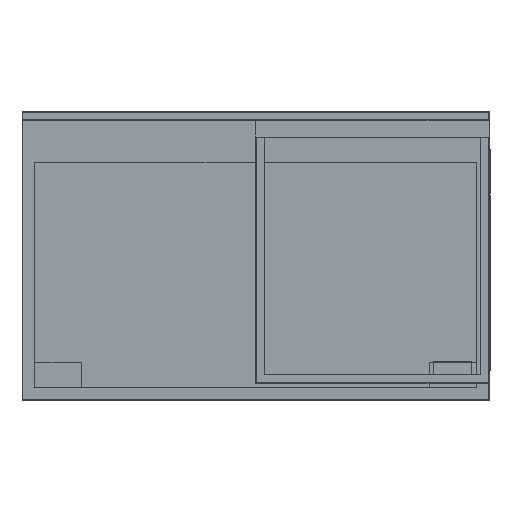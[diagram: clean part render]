
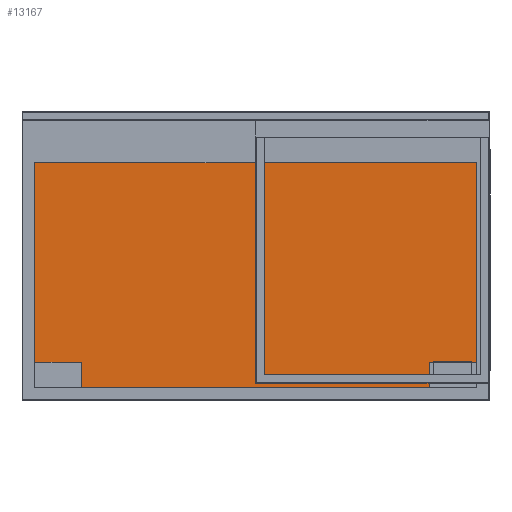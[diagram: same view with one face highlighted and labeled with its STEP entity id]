
A CAD part, front view. The second image highlights one B-rep face of the part: STEP entity #13167.
In plain terms, the highlighted planar face has unit normal (0, -1, 0).
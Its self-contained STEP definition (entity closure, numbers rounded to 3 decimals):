
#69 = VECTOR ( 'NONE', #127, 1000. ) ;
#127 = DIRECTION ( 'NONE',  ( 0., 0., 1. ) ) ;
#165 = CARTESIAN_POINT ( 'NONE',  ( 520., 0.8, -101. ) ) ;
#256 = LINE ( 'NONE', #9279, #69 ) ;
#539 = EDGE_CURVE ( 'NONE', #1070, #11817, #1059, .T. ) ;
#616 = ORIENTED_EDGE ( 'NONE', *, *, #9490, .T. ) ;
#803 = DIRECTION ( 'NONE',  ( -1., 0., 0. ) ) ;
#976 = PLANE ( 'NONE',  #5234 ) ;
#978 = DIRECTION ( 'NONE',  ( -1., 0., 0. ) ) ;
#1059 = LINE ( 'NONE', #8202, #6047 ) ;
#1070 = VERTEX_POINT ( 'NONE', #7212 ) ;
#1090 = DIRECTION ( 'NONE',  ( 1., 0., 0. ) ) ;
#1445 = DIRECTION ( 'NONE',  ( 0., 0., -1. ) ) ;
#1727 = EDGE_CURVE ( 'NONE', #2577, #12205, #256, .T. ) ;
#1846 = VECTOR ( 'NONE', #803, 1000. ) ;
#2084 = CARTESIAN_POINT ( 'NONE',  ( 520., 0.8, -570. ) ) ;
#2300 = VECTOR ( 'NONE', #11131, 1000. ) ;
#2347 = CARTESIAN_POINT ( 'NONE',  ( 410., 0.8, -570. ) ) ;
#2577 = VERTEX_POINT ( 'NONE', #2084 ) ;
#2608 = CARTESIAN_POINT ( 'NONE',  ( 410., 0.8, -630. ) ) ;
#2622 = ORIENTED_EDGE ( 'NONE', *, *, #6809, .F. ) ;
#2785 = LINE ( 'NONE', #6868, #1846 ) ;
#2875 = CARTESIAN_POINT ( 'NONE',  ( -410., 0.8, -630. ) ) ;
#3237 = DIRECTION ( 'NONE',  ( -1., 0., 0. ) ) ;
#3336 = VERTEX_POINT ( 'NONE', #2347 ) ;
#3932 = VECTOR ( 'NONE', #10910, 1000. ) ;
#3976 = LINE ( 'NONE', #10130, #13027 ) ;
#4018 = ORIENTED_EDGE ( 'NONE', *, *, #8619, .T. ) ;
#4020 = VECTOR ( 'NONE', #1445, 1000. ) ;
#4051 = CARTESIAN_POINT ( 'NONE',  ( -520., 0.8, -570. ) ) ;
#4542 = ORIENTED_EDGE ( 'NONE', *, *, #10210, .T. ) ;
#5105 = DIRECTION ( 'NONE',  ( 0., 1., 0. ) ) ;
#5109 = LINE ( 'NONE', #11383, #2300 ) ;
#5234 = AXIS2_PLACEMENT_3D ( 'NONE', #10260, #5105, #7107 ) ;
#5381 = ORIENTED_EDGE ( 'NONE', *, *, #12390, .F. ) ;
#6047 = VECTOR ( 'NONE', #3237, 1000. ) ;
#6167 = LINE ( 'NONE', #13207, #7439 ) ;
#6177 = CARTESIAN_POINT ( 'NONE',  ( -520., 0.8, -101. ) ) ;
#6240 = FACE_OUTER_BOUND ( 'NONE', #10204, .T. ) ;
#6653 = CARTESIAN_POINT ( 'NONE',  ( -520., 0.8, -630. ) ) ;
#6809 = EDGE_CURVE ( 'NONE', #2577, #3336, #2785, .T. ) ;
#6830 = LINE ( 'NONE', #2875, #3932 ) ;
#6868 = CARTESIAN_POINT ( 'NONE',  ( 520., 0.8, -570. ) ) ;
#7107 = DIRECTION ( 'NONE',  ( 0., 0., 1. ) ) ;
#7212 = CARTESIAN_POINT ( 'NONE',  ( -410., 0.8, -570. ) ) ;
#7439 = VECTOR ( 'NONE', #1090, 1000. ) ;
#7607 = VERTEX_POINT ( 'NONE', #6177 ) ;
#7625 = ORIENTED_EDGE ( 'NONE', *, *, #1727, .T. ) ;
#8202 = CARTESIAN_POINT ( 'NONE',  ( -520., 0.8, -570. ) ) ;
#8619 = EDGE_CURVE ( 'NONE', #12205, #7607, #3976, .T. ) ;
#8762 = ORIENTED_EDGE ( 'NONE', *, *, #539, .F. ) ;
#9279 = CARTESIAN_POINT ( 'NONE',  ( 520., 0.8, -630. ) ) ;
#9490 = EDGE_CURVE ( 'NONE', #7607, #11817, #10730, .T. ) ;
#9841 = EDGE_CURVE ( 'NONE', #3336, #11361, #5109, .T. ) ;
#10130 = CARTESIAN_POINT ( 'NONE',  ( -520., 0.8, -101. ) ) ;
#10204 = EDGE_LOOP ( 'NONE', ( #5381, #4542, #10536, #2622, #7625, #4018, #616, #8762 ) ) ;
#10210 = EDGE_CURVE ( 'NONE', #11111, #11361, #6167, .T. ) ;
#10256 = CARTESIAN_POINT ( 'NONE',  ( -410., 0.8, -630. ) ) ;
#10260 = CARTESIAN_POINT ( 'NONE',  ( 0., 0.8, 0. ) ) ;
#10536 = ORIENTED_EDGE ( 'NONE', *, *, #9841, .F. ) ;
#10730 = LINE ( 'NONE', #6653, #4020 ) ;
#10910 = DIRECTION ( 'NONE',  ( 0., 0., 1. ) ) ;
#11111 = VERTEX_POINT ( 'NONE', #10256 ) ;
#11131 = DIRECTION ( 'NONE',  ( 0., 0., -1. ) ) ;
#11361 = VERTEX_POINT ( 'NONE', #2608 ) ;
#11383 = CARTESIAN_POINT ( 'NONE',  ( 410., 0.8, -630. ) ) ;
#11817 = VERTEX_POINT ( 'NONE', #4051 ) ;
#12205 = VERTEX_POINT ( 'NONE', #165 ) ;
#12390 = EDGE_CURVE ( 'NONE', #11111, #1070, #6830, .T. ) ;
#13027 = VECTOR ( 'NONE', #978, 1000. ) ;
#13167 = ADVANCED_FACE ( 'NONE', ( #6240 ), #976, .F. ) ;
#13207 = CARTESIAN_POINT ( 'NONE',  ( -520., 0.8, -630. ) ) ;
